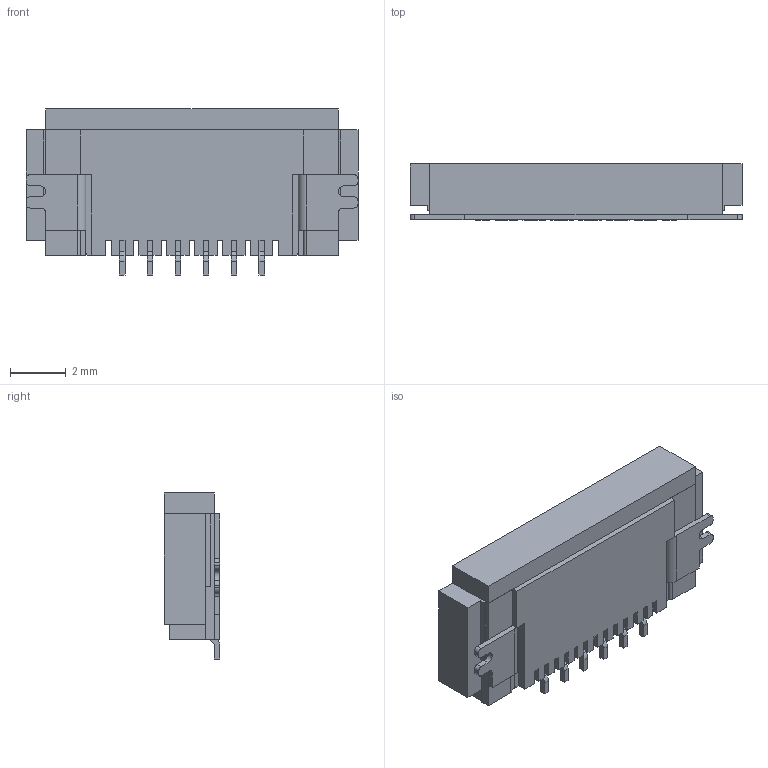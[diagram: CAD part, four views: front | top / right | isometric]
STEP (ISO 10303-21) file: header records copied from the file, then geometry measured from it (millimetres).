
FILE_DESCRIPTION (( 'STEP AP214' ), '1' );
FILE_NAME ('AFA01-S06FCC-00.STEP', '2023-10-17T18:55:26', ( '' ), ( '' ), 'SwSTEP 2.0', 'SolidWorks 2021', '' );
FILE_SCHEMA (( 'AUTOMOTIVE_DESIGN' ));
Length unit declared in the file: millimetre
Products named in the file (1): AFA01-S06FCC-00
Bounding box: 11.9 x 2 x 5.95 mm (x, y, z)
Volume: 106.3 mm3; surface area: 359.2 mm2
Topology: 17 solids, 17 shells, 379 faces, 1000 edges, 664 vertices
Faces by surface type: plane 331, cylinder 48
Entity records: 11732 total; most frequent: CARTESIAN_POINT 2044, ORIENTED_EDGE 2000, DIRECTION 1856, EDGE_CURVE 1000, VECTOR 904, LINE 904, VERTEX_POINT 664, AXIS2_PLACEMENT_3D 476
